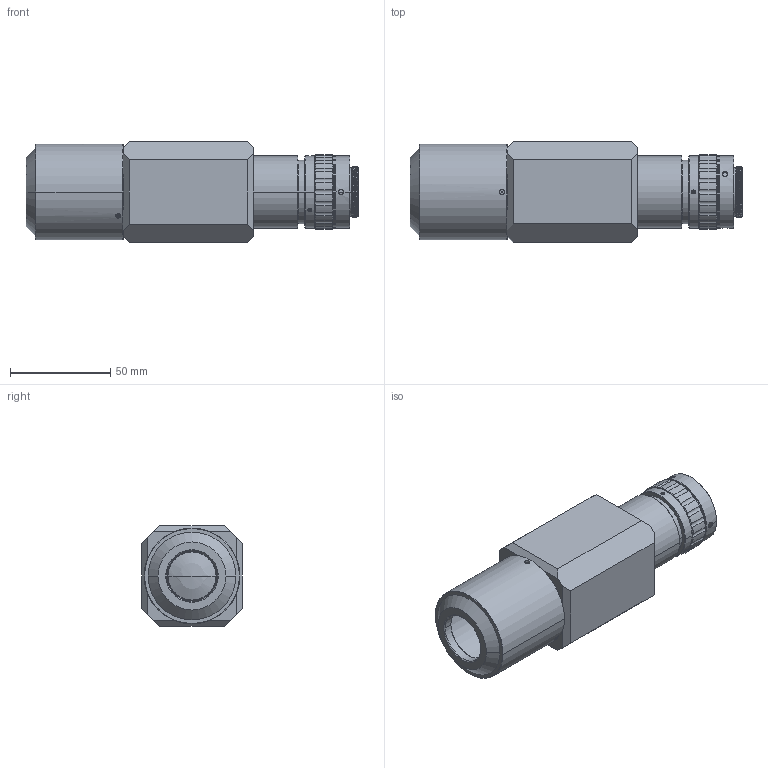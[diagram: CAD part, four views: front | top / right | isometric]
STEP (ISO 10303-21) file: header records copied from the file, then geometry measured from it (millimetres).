
FILE_DESCRIPTION((''),'2;1');
FILE_NAME('G200_ASM','2022-11-04T',('Administrator'),(''),'PRO/ENGINEER BY PARAMETRIC TECHNOLOGY CORPORATION, 2010020','PRO/ENGINEER BY PARAMETRIC TECHNOLOGY CORPORATION, 2010020','');
FILE_SCHEMA(('AUTOMOTIVE_DESIGN_CC2 { 1 2 10303 214 -1 1 5 2 }'));
Length unit declared in the file: millimetre
Products named in the file (22): G501_AF0; G303_AF0; G302_AF0; G512_AF0; G301_AF0; G511; G304_AF0; G305_AF0; G513_AF0; G502_AF0; G504_AF0; G503_AF0; G505_AF0; G506; JD30303001_AF0; JD30303001_AF1; JD30303001_AF2; JD30303001; JD20202011_AF0; JD20202011_AF1; JD20202011_AF2; G200_ASM
Assembly tree (23 placements, depth 2):
  G200_ASM
    G501_AF0
    G303_AF0
    G302_AF0
    G512_AF0
    G301_AF0
    G511
    G304_AF0
    G305_AF0
    G513_AF0
    G502_AF0
    G504_AF0
    G503_AF0
    G505_AF0
    G506
    JD30303001_AF0
    JD30303001_AF1
    JD30303001_AF2
    JD30303001  x3
    JD20202011_AF0
    JD20202011_AF1
    JD20202011_AF2
Bounding box: 165.88 x 50 x 50 mm (x, y, z)
Volume: 148946 mm3; surface area: 60721.3 mm2
Topology: 19 solids, 19 shells, 497 faces, 1166 edges, 730 vertices
Faces by surface type: cylinder 179, cone 164, plane 130, bspline 20, sphere 4
Entity records: 20178 total; most frequent: CARTESIAN_POINT 5545, DIRECTION 2352, ORIENTED_EDGE 2196, PRESENTATION_STYLE_ASSIGNMENT 1115, STYLED_ITEM 1115, CURVE_STYLE 1098, EDGE_CURVE 1098, AXIS2_PLACEMENT_3D 958
